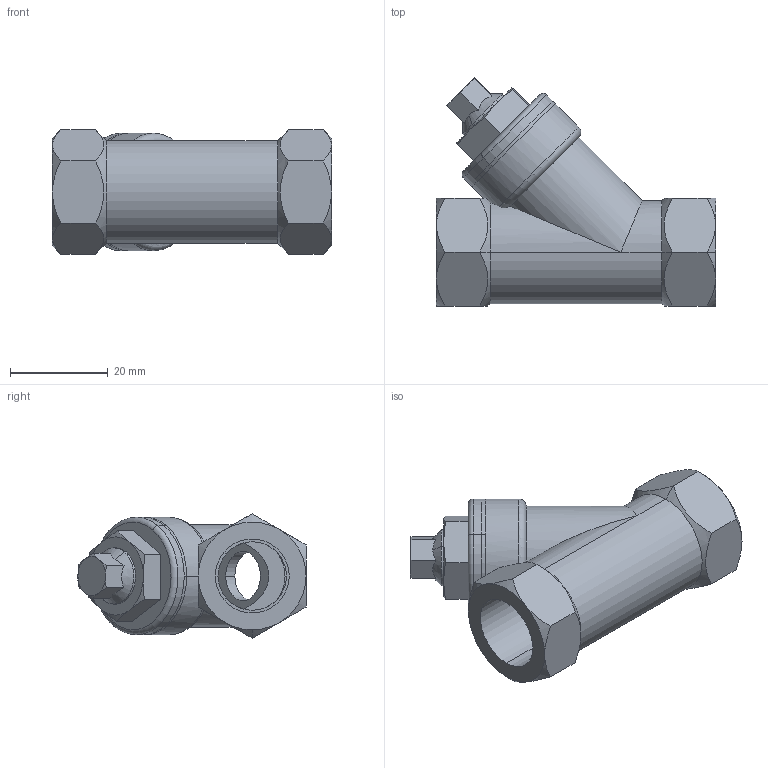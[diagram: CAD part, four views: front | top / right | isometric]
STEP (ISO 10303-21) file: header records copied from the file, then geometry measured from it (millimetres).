
FILE_DESCRIPTION (( 'STEP AP214' ), '1' );
FILE_NAME ('DN10.STEP', '2015-10-14T06:41:28', ( '·L³n¥Î¤á' ), ( '·L³n¤¤°ê' ), 'SwSTEP 2.0', 'SolidWorks 2007', '' );
FILE_SCHEMA (( 'AUTOMOTIVE_DESIGN' ));
Length unit declared in the file: millimetre
Products named in the file (4): 0301_預設; V-Y DN10 0102_預設; DN10; 0501_預設
Assembly tree (3 placements, depth 2):
  DN10
    0501_預設
    0301_預設
    V-Y DN10 0102_預設
Bounding box: 57 x 46.6 x 25.4 mm (x, y, z)
Volume: 19416.4 mm3; surface area: 12393.7 mm2
Topology: 3 solids, 3 shells, 111 faces, 249 edges, 152 vertices
Faces by surface type: plane 41, cylinder 33, cone 33, torus 4
Entity records: 3624 total; most frequent: CARTESIAN_POINT 1145, ORIENTED_EDGE 498, DIRECTION 484, EDGE_CURVE 249, AXIS2_PLACEMENT_3D 207, VERTEX_POINT 152, EDGE_LOOP 123, ADVANCED_FACE 111
